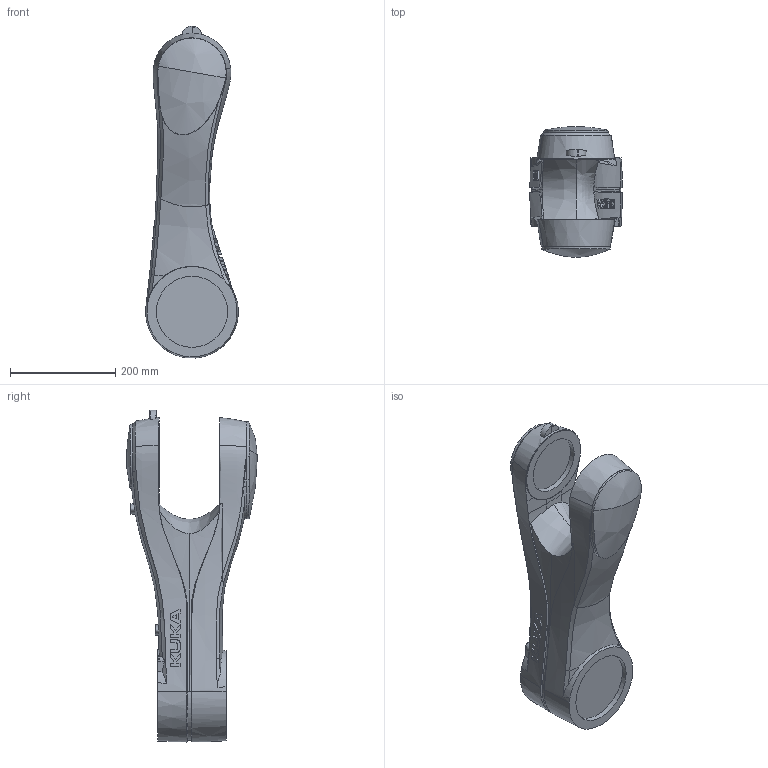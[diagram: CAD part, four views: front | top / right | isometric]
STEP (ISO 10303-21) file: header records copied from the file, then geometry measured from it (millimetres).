
FILE_DESCRIPTION(('FreeCAD Model'),'2;1');
FILE_NAME('kuka_joint_2.step','2020-10-31T07:03:41',( 'Author'),(''),'Open CASCADE STEP processor 7.3','FreeCAD','Unknown' );
FILE_SCHEMA(('AUTOMOTIVE_DESIGN { 1 0 10303 214 1 1 1 1 }'));
Length unit declared in the file: millimetre
Products named in the file (9): KR6_KR10_R900_sixx_12; KR6_KR10_R900_sixx_11; KR6_KR10_R900_sixx_10; KR6_KR10_R900_sixx_9; KR6_KR10_R900_sixx_8; KR6_KR10_R900_sixx_7; KR6_KR10_R900_sixx_6; KR6_KR10_R900_sixx_5; KR6_KR10_R900_sixx_2
Bounding box: 175.91 x 248.15 x 630.23 mm (x, y, z)
Volume: 9125437.7 mm3; surface area: 407722.5 mm2
Topology: 9 solids, 9 shells, 289 faces, 752 edges, 495 vertices
Faces by surface type: plane 161, bspline 102, cylinder 16, cone 9, sphere 1
Full cylindrical faces by diameter (mm): 4 x4, 110 x2, 135 x2, 145 x1
Entity records: 42751 total; most frequent: CARTESIAN_POINT 28289, DIRECTION 1750, ORIENTED_EDGE 1504, PCURVE 1504, DEFINITIONAL_REPRESENTATION 1504, LINE 1011, VECTOR 1011, B_SPLINE_CURVE_WITH_KNOTS 992
